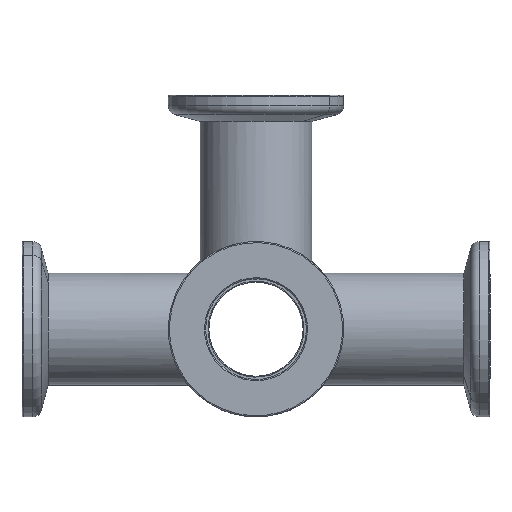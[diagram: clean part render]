
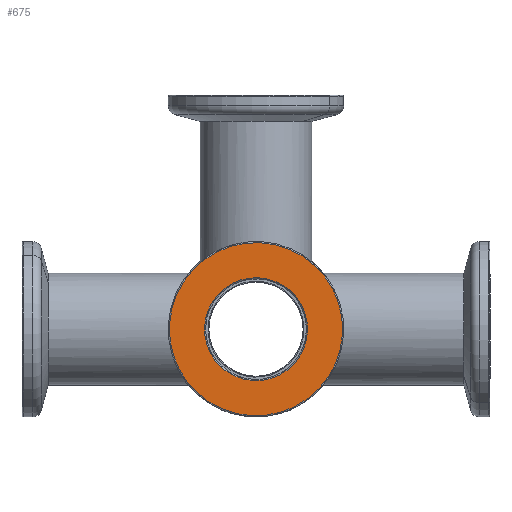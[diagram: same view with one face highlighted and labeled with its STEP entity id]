
A CAD part, front view. The second image highlights one B-rep face of the part: STEP entity #675.
In plain terms, the highlighted planar face has unit normal (0, -1, 0).
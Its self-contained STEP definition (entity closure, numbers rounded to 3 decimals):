
#17 = VERTEX_POINT ( 'NONE', #567 ) ;
#34 = VERTEX_POINT ( 'NONE', #287 ) ;
#56 = CARTESIAN_POINT ( 'NONE',  ( 0., 0., 0. ) ) ;
#111 = EDGE_CURVE ( 'NONE', #34, #17, #1190, .T. ) ;
#229 = CIRCLE ( 'NONE', #1357, 14.8 ) ;
#250 = FACE_BOUND ( 'NONE', #467, .T. ) ;
#277 = ORIENTED_EDGE ( 'NONE', *, *, #1052, .T. ) ;
#287 = CARTESIAN_POINT ( 'NONE',  ( 0., 0., -8.8 ) ) ;
#343 = EDGE_CURVE ( 'NONE', #748, #1019, #981, .T. ) ;
#466 = DIRECTION ( 'NONE',  ( 0., 1., 0. ) ) ;
#467 = EDGE_LOOP ( 'NONE', ( #1278, #277 ) ) ;
#474 = EDGE_CURVE ( 'NONE', #1019, #748, #229, .T. ) ;
#508 = AXIS2_PLACEMENT_3D ( 'NONE', #56, #753, #1408 ) ;
#525 = AXIS2_PLACEMENT_3D ( 'NONE', #1083, #1299, #770 ) ;
#567 = CARTESIAN_POINT ( 'NONE',  ( 0., 0., 8.8 ) ) ;
#587 = EDGE_LOOP ( 'NONE', ( #1056, #892 ) ) ;
#617 = AXIS2_PLACEMENT_3D ( 'NONE', #1133, #466, #1239 ) ;
#670 = DIRECTION ( 'NONE',  ( 0., 0., -1. ) ) ;
#675 = ADVANCED_FACE ( 'NONE', ( #846, #250 ), #1122, .T. ) ;
#699 = CARTESIAN_POINT ( 'NONE',  ( 0., 0., 14.8 ) ) ;
#748 = VERTEX_POINT ( 'NONE', #699 ) ;
#753 = DIRECTION ( 'NONE',  ( 0., -1., 0. ) ) ;
#770 = DIRECTION ( 'NONE',  ( 0., 0., -1. ) ) ;
#786 = CIRCLE ( 'NONE', #617, 8.8 ) ;
#802 = AXIS2_PLACEMENT_3D ( 'NONE', #1009, #1445, #670 ) ;
#846 = FACE_OUTER_BOUND ( 'NONE', #587, .T. ) ;
#892 = ORIENTED_EDGE ( 'NONE', *, *, #343, .T. ) ;
#981 = CIRCLE ( 'NONE', #508, 14.8 ) ;
#1009 = CARTESIAN_POINT ( 'NONE',  ( -8.6, 0., 0. ) ) ;
#1019 = VERTEX_POINT ( 'NONE', #1337 ) ;
#1052 = EDGE_CURVE ( 'NONE', #17, #34, #786, .T. ) ;
#1056 = ORIENTED_EDGE ( 'NONE', *, *, #474, .T. ) ;
#1083 = CARTESIAN_POINT ( 'NONE',  ( 0., 0., 0. ) ) ;
#1122 = PLANE ( 'NONE',  #802 ) ;
#1133 = CARTESIAN_POINT ( 'NONE',  ( 0., 0., 0. ) ) ;
#1146 = DIRECTION ( 'NONE',  ( 0., -1., 0. ) ) ;
#1150 = DIRECTION ( 'NONE',  ( 0., 0., -1. ) ) ;
#1190 = CIRCLE ( 'NONE', #525, 8.8 ) ;
#1239 = DIRECTION ( 'NONE',  ( 0., 0., -1. ) ) ;
#1278 = ORIENTED_EDGE ( 'NONE', *, *, #111, .T. ) ;
#1299 = DIRECTION ( 'NONE',  ( 0., 1., 0. ) ) ;
#1337 = CARTESIAN_POINT ( 'NONE',  ( 0., 0., -14.8 ) ) ;
#1357 = AXIS2_PLACEMENT_3D ( 'NONE', #1374, #1146, #1150 ) ;
#1374 = CARTESIAN_POINT ( 'NONE',  ( 0., 0., 0. ) ) ;
#1408 = DIRECTION ( 'NONE',  ( 0., 0., -1. ) ) ;
#1445 = DIRECTION ( 'NONE',  ( 0., -1., 0. ) ) ;
